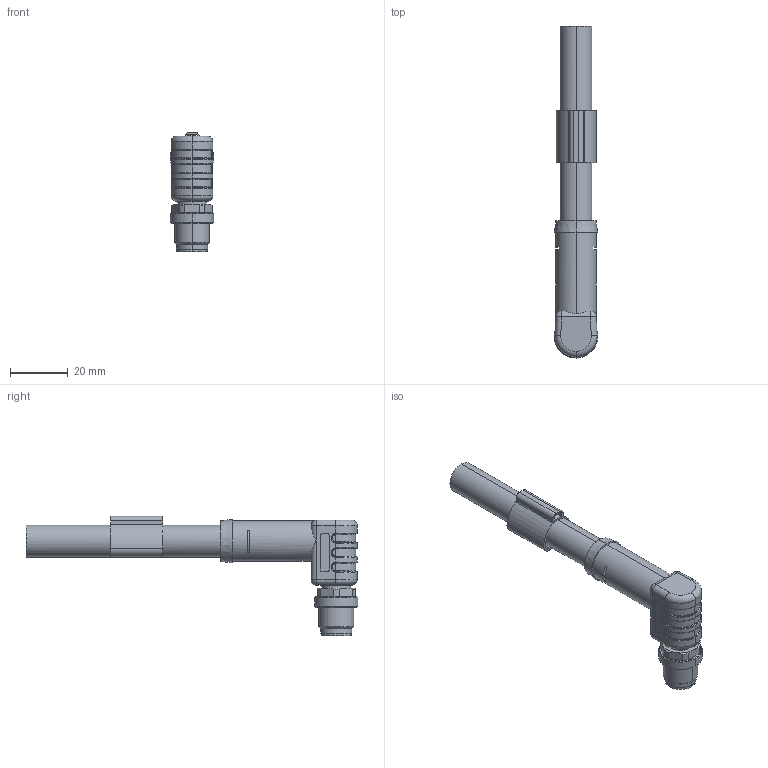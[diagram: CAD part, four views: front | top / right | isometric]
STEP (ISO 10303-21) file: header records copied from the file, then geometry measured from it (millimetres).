
FILE_DESCRIPTION(('CATIA V5 STEP Exchange','CAx-IF Rec.Pracs.--- Model Styling and Organization---1.4--- 2014-01-23'),'2;1');
FILE_NAME ('450260-2_0_2050051000_2050051000.stp','2021-03-23T09:46:34+00:00',('none'),('Weidmueller'),'CATIA Version 5-6 Release 2016 SP3 HF44','CATIA V5 STEP AP214','none');
FILE_SCHEMA(('AUTOMOTIVE_DESIGN { 1 0 10303 214 1 1 1 1 }'));
Length unit declared in the file: millimetre
Products named in the file (1): 2050051000
Bounding box: 15 x 114.81 x 41.26 mm (x, y, z)
Volume: 18303.4 mm3; surface area: 10660.3 mm2
Topology: 7 solids, 7 shells, 385 faces, 961 edges, 593 vertices
Faces by surface type: cylinder 143, plane 111, torus 46, bspline 42, cone 27, sphere 16
Entity records: 12522 total; most frequent: CARTESIAN_POINT 4227, ORIENTED_EDGE 1890, DIRECTION 1345, EDGE_CURVE 945, AXIS2_PLACEMENT_3D 656, VERTEX_POINT 593, EDGE_LOOP 414, ADVANCED_FACE 385
